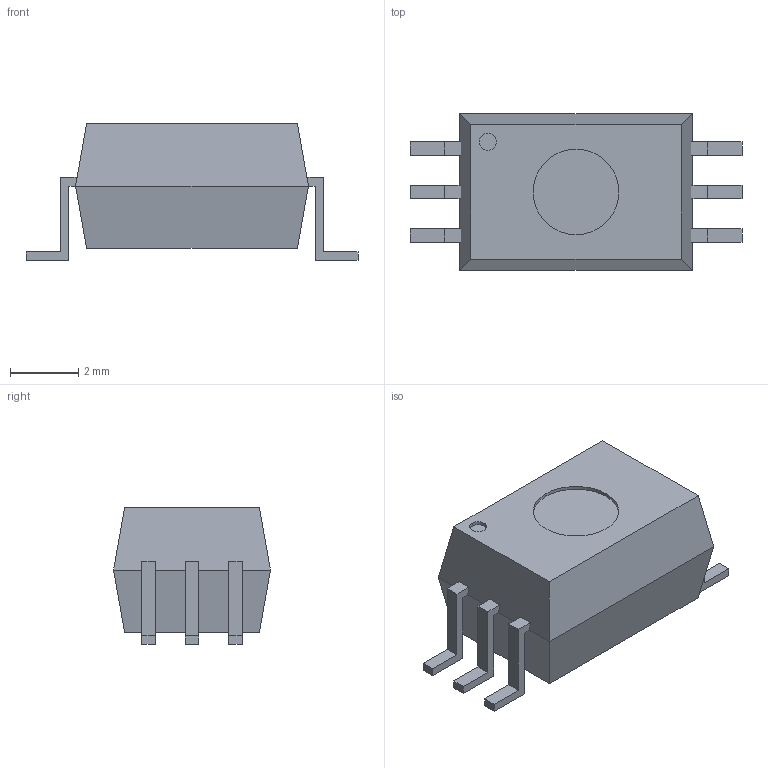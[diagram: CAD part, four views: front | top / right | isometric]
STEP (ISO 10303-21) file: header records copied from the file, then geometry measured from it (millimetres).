
FILE_DESCRIPTION(('STEP AP214'),'1');
FILE_NAME('SDIP6.stp','2019-01-21T22:39:45',(' '),(' '),'Spatial InterOp 3D',' ',' ');
FILE_SCHEMA(('AUTOMOTIVE_DESIGN { 1 0 10303 214 1 1 1 1 }'));
Length unit declared in the file: metre
Products named in the file (8): SDIP6; Component1; Component2; Component3; Component4; Component5; Component6; Component7
Assembly tree (7 placements, depth 2):
  SDIP6
    Component1
    Component2
    Component3
    Component4
    Component5
    Component6
    Component7
Bounding box: 9.7 x 4.58 x 4 mm (x, y, z)
Volume: 102.5 mm3; surface area: 158.7 mm2
Topology: 7 solids, 7 shells, 76 faces, 176 edges, 116 vertices
Faces by surface type: plane 72, cylinder 4
Entity records: 2951 total; most frequent: CARTESIAN_POINT 376, DIRECTION 352, ORIENTED_EDGE 352, EDGE_CURVE 176, LINE 168, VECTOR 168, VERTEX_POINT 116, AXIS2_PLACEMENT_3D 92
